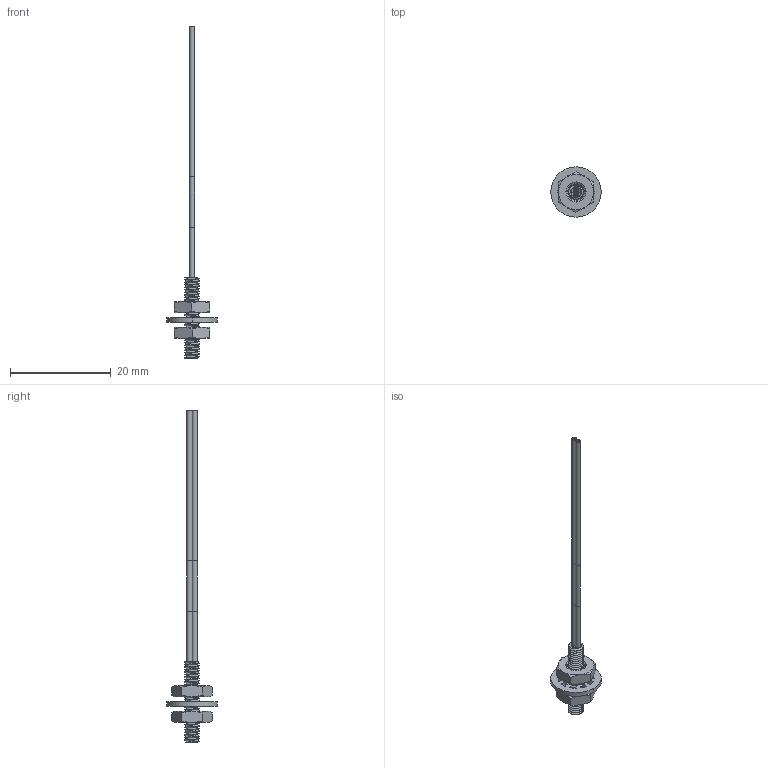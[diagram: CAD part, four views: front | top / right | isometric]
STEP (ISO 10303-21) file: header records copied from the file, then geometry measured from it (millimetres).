
FILE_DESCRIPTION((''),'2;1');
FILE_NAME('194022_ASM','2016-04-01T',('PDMAdmin'),(''),'PRO/ENGINEER BY PARAMETRIC TECHNOLOGY CORPORATION, 2013230','PRO/ENGINEER BY PARAMETRIC TECHNOLOGY CORPORATION, 2013230','');
FILE_SCHEMA(('CONFIG_CONTROL_DESIGN'));
Products named in the file (7): 39252; 41382; 08394_M4_ITLW_NI; 08397_M4_X_0_7_HEX_JAM_NUT_NI; FIBER_CORE_020_X_; 42878_ASM; 194022_ASM
Assembly tree (8 placements, depth 3):
  194022_ASM
    42878_ASM
      39252
      41382
      08394_M4_ITLW_NI
      08397_M4_X_0_7_HEX_JAM_NUT_NI  x2
      FIBER_CORE_020_X_  x2
Bounding box: 10 x 10 x 66 mm (x, y, z)
Volume: 304.5 mm3; surface area: 1285.8 mm2
Topology: 7 solids, 9 shells, 295 faces, 735 edges, 454 vertices
Faces by surface type: cylinder 157, cone 66, plane 46, bspline 26
Entity records: 15304 total; most frequent: CARTESIAN_POINT 9509, ORIENTED_EDGE 1242, DIRECTION 1102, EDGE_CURVE 625, AXIS2_PLACEMENT_3D 427, VERTEX_POINT 394, VECTOR 248, LINE 248
